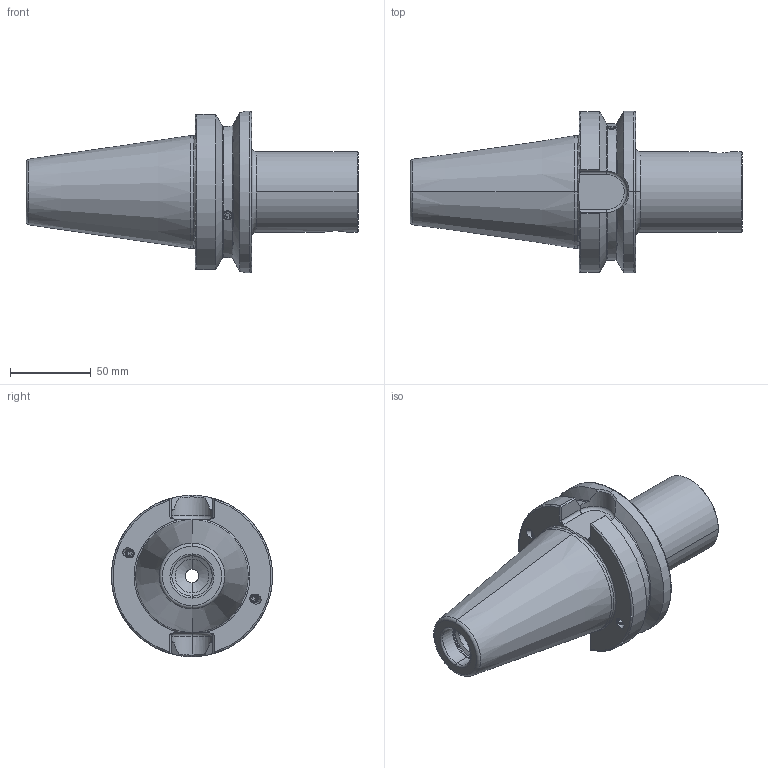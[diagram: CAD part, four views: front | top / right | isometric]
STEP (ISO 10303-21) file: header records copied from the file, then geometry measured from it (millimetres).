
FILE_DESCRIPTION (( 'STEP AP203' ), '1' );
FILE_NAME ('A34.550.050.104.STEP', '2019-07-16T14:06:32', ( '' ), ( '' ), 'SwSTEP 2.0', 'SolidWorks 2017', '' );
FILE_SCHEMA (( 'CONFIG_CONTROL_DESIGN' ));
Length unit declared in the file: millimetre
Products named in the file (4): ISO 4026 - M6 x 5_PreviewCfg; A34.550.050.104; BB5-WH5.K01.104_C; WH5-ER1.001.017
Assembly tree (7 placements, depth 2):
  A34.550.050.104
    BB5-WH5.K01.104_C
    WH5-ER1.001.017  x2
    ISO 4026 - M6 x 5_PreviewCfg  x4
Bounding box: 205.8 x 100 x 100 mm (x, y, z)
Volume: 574666.5 mm3; surface area: 68479.9 mm2
Topology: 7 solids, 7 shells, 240 faces, 567 edges, 341 vertices
Faces by surface type: plane 84, cylinder 65, cone 56, torus 33, bspline 2
Entity records: 6379 total; most frequent: CARTESIAN_POINT 2011, ORIENTED_EDGE 814, DIRECTION 809, EDGE_CURVE 407, AXIS2_PLACEMENT_3D 326, VERTEX_POINT 246, EDGE_LOOP 181, ADVANCED_FACE 167
